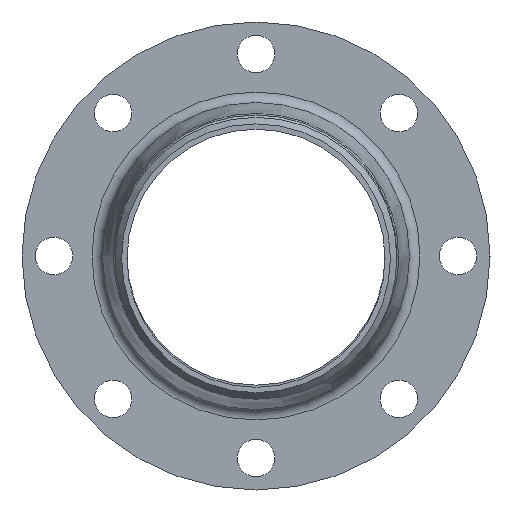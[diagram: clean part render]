
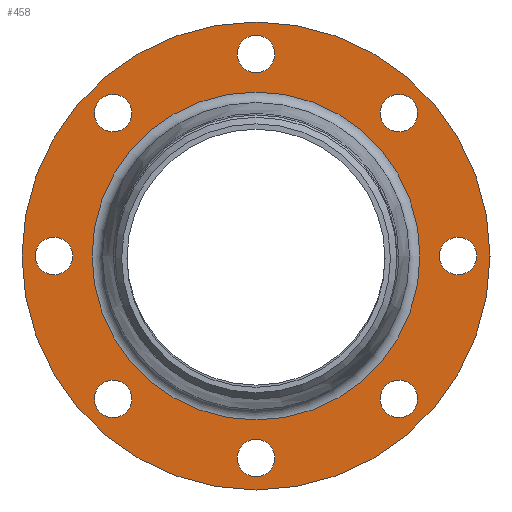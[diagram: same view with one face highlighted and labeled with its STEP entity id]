
A CAD part, left-side view. The second image highlights one B-rep face of the part: STEP entity #458.
In plain terms, the highlighted planar face has unit normal (-1, 0, 0).
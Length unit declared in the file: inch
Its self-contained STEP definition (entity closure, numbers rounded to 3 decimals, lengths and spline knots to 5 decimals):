
#36=FACE_BOUND('',#115,.T.);
#37=FACE_BOUND('',#116,.T.);
#38=FACE_BOUND('',#117,.T.);
#39=FACE_BOUND('',#118,.T.);
#40=FACE_BOUND('',#119,.T.);
#41=FACE_BOUND('',#120,.T.);
#42=FACE_BOUND('',#121,.T.);
#43=FACE_BOUND('',#122,.T.);
#44=FACE_BOUND('',#123,.T.);
#58=PLANE('',#525);
#85=FACE_OUTER_BOUND('',#114,.T.);
#114=EDGE_LOOP('',(#363));
#115=EDGE_LOOP('',(#364));
#116=EDGE_LOOP('',(#365));
#117=EDGE_LOOP('',(#366));
#118=EDGE_LOOP('',(#367));
#119=EDGE_LOOP('',(#368));
#120=EDGE_LOOP('',(#369));
#121=EDGE_LOOP('',(#370));
#122=EDGE_LOOP('',(#371));
#123=EDGE_LOOP('',(#372));
#199=CIRCLE('',#522,3.854);
#201=CIRCLE('',#526,5.5);
#202=CIRCLE('',#527,0.44);
#203=CIRCLE('',#528,0.44);
#204=CIRCLE('',#529,0.44);
#205=CIRCLE('',#530,0.44);
#206=CIRCLE('',#531,0.44);
#207=CIRCLE('',#532,0.44);
#208=CIRCLE('',#533,0.44);
#209=CIRCLE('',#534,0.44);
#240=VERTEX_POINT('',#1262);
#241=VERTEX_POINT('',#1273);
#242=VERTEX_POINT('',#1275);
#243=VERTEX_POINT('',#1277);
#244=VERTEX_POINT('',#1279);
#245=VERTEX_POINT('',#1281);
#246=VERTEX_POINT('',#1283);
#247=VERTEX_POINT('',#1285);
#248=VERTEX_POINT('',#1287);
#249=VERTEX_POINT('',#1289);
#283=EDGE_CURVE('',#240,#240,#199,.T.);
#287=EDGE_CURVE('',#241,#241,#201,.T.);
#288=EDGE_CURVE('',#242,#242,#202,.T.);
#289=EDGE_CURVE('',#243,#243,#203,.T.);
#290=EDGE_CURVE('',#244,#244,#204,.T.);
#291=EDGE_CURVE('',#245,#245,#205,.T.);
#292=EDGE_CURVE('',#246,#246,#206,.T.);
#293=EDGE_CURVE('',#247,#247,#207,.T.);
#294=EDGE_CURVE('',#248,#248,#208,.T.);
#295=EDGE_CURVE('',#249,#249,#209,.T.);
#363=ORIENTED_EDGE('',*,*,#287,.F.);
#364=ORIENTED_EDGE('',*,*,#288,.T.);
#365=ORIENTED_EDGE('',*,*,#289,.T.);
#366=ORIENTED_EDGE('',*,*,#290,.T.);
#367=ORIENTED_EDGE('',*,*,#291,.T.);
#368=ORIENTED_EDGE('',*,*,#292,.T.);
#369=ORIENTED_EDGE('',*,*,#293,.T.);
#370=ORIENTED_EDGE('',*,*,#294,.T.);
#371=ORIENTED_EDGE('',*,*,#295,.T.);
#372=ORIENTED_EDGE('',*,*,#283,.F.);
#458=ADVANCED_FACE('',(#85,#36,#37,#38,#39,#40,#41,#42,#43,#44),#58,.F.);
#522=AXIS2_PLACEMENT_3D('',#1264,#615,#616);
#525=AXIS2_PLACEMENT_3D('',#1272,#622,#623);
#526=AXIS2_PLACEMENT_3D('',#1274,#624,#625);
#527=AXIS2_PLACEMENT_3D('',#1276,#626,#627);
#528=AXIS2_PLACEMENT_3D('',#1278,#628,#629);
#529=AXIS2_PLACEMENT_3D('',#1280,#630,#631);
#530=AXIS2_PLACEMENT_3D('',#1282,#632,#633);
#531=AXIS2_PLACEMENT_3D('',#1284,#634,#635);
#532=AXIS2_PLACEMENT_3D('',#1286,#636,#637);
#533=AXIS2_PLACEMENT_3D('',#1288,#638,#639);
#534=AXIS2_PLACEMENT_3D('',#1290,#640,#641);
#615=DIRECTION('center_axis',(-1.,0.,0.));
#616=DIRECTION('ref_axis',(0.,-1.,0.));
#622=DIRECTION('center_axis',(1.,0.,0.));
#623=DIRECTION('ref_axis',(0.,1.,0.));
#624=DIRECTION('center_axis',(1.,0.,0.));
#625=DIRECTION('ref_axis',(0.,1.,0.));
#626=DIRECTION('center_axis',(1.,0.,0.));
#627=DIRECTION('ref_axis',(0.,1.,0.));
#628=DIRECTION('center_axis',(1.,0.,0.));
#629=DIRECTION('ref_axis',(0.,1.,0.));
#630=DIRECTION('center_axis',(1.,0.,0.));
#631=DIRECTION('ref_axis',(0.,1.,0.));
#632=DIRECTION('center_axis',(1.,0.,0.));
#633=DIRECTION('ref_axis',(0.,1.,0.));
#634=DIRECTION('center_axis',(1.,0.,0.));
#635=DIRECTION('ref_axis',(0.,1.,0.));
#636=DIRECTION('center_axis',(1.,0.,0.));
#637=DIRECTION('ref_axis',(0.,1.,0.));
#638=DIRECTION('center_axis',(1.,0.,0.));
#639=DIRECTION('ref_axis',(0.,1.,0.));
#640=DIRECTION('center_axis',(1.,0.,0.));
#641=DIRECTION('ref_axis',(0.,1.,0.));
#1262=CARTESIAN_POINT('',(0.,0.,3.854));
#1264=CARTESIAN_POINT('Origin',(0.,0.,0.));
#1272=CARTESIAN_POINT('Origin',(0.,0.,0.));
#1273=CARTESIAN_POINT('',(0.,-5.5,0.));
#1274=CARTESIAN_POINT('Origin',(0.,0.,0.));
#1275=CARTESIAN_POINT('',(0.,-3.79876,-3.35876));
#1276=CARTESIAN_POINT('Origin',(0.,-3.35876,-3.35876));
#1277=CARTESIAN_POINT('',(0.,2.91876,3.35876));
#1278=CARTESIAN_POINT('Origin',(0.,3.35876,3.35876));
#1279=CARTESIAN_POINT('',(0.,-5.19,0.));
#1280=CARTESIAN_POINT('Origin',(0.,-4.75,0.));
#1281=CARTESIAN_POINT('',(0.,4.31,0.));
#1282=CARTESIAN_POINT('Origin',(0.,4.75,0.));
#1283=CARTESIAN_POINT('',(0.,-0.44,-4.75));
#1284=CARTESIAN_POINT('Origin',(0.,0.,-4.75));
#1285=CARTESIAN_POINT('',(0.,-0.44,4.75));
#1286=CARTESIAN_POINT('Origin',(0.,0.,4.75));
#1287=CARTESIAN_POINT('',(0.,-3.79876,3.35876));
#1288=CARTESIAN_POINT('Origin',(0.,-3.35876,3.35876));
#1289=CARTESIAN_POINT('',(0.,2.91876,-3.35876));
#1290=CARTESIAN_POINT('Origin',(0.,3.35876,-3.35876));
